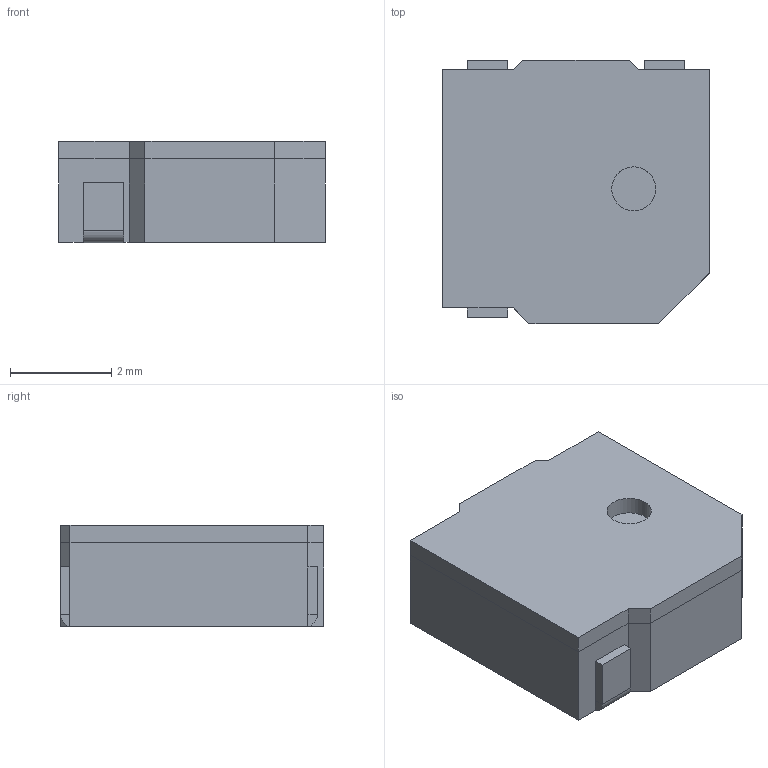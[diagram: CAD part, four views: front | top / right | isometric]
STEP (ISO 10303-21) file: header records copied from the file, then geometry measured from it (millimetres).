
FILE_DESCRIPTION(/* description */ (''),/* implementation_level */ '2;1');
FILE_NAME(/* name */ 'BUZ-SMD_3P-L5.2-W5.2-P3.50-BR.step',/* time_stamp */ '2025-12-23T22:07:48+08:00',/* author */ (''),/* organization */ (''),/* preprocessor_version */ 'ST-DEVELOPER v20.1',/* originating_system */ 'Autodesk Translation Framework v14.21.0.0',/* authorisation */ '');
FILE_SCHEMA (('AUTOMOTIVE_DESIGN { 1 0 10303 214 3 1 1 }'));
Length unit declared in the file: millimetre
Products named in the file (1): P7H0-BUZZER1-BUZ-SMD_3P-L5.2-W5.2-P3.50-BR
Bounding box: 5.27 x 5.2 x 2.01 mm (x, y, z)
Volume: 51.8 mm3; surface area: 95.9 mm2
Topology: 1 solids, 1 shells, 63 faces, 151 edges, 93 vertices
Faces by surface type: plane 57, cylinder 6
Full cylindrical faces by diameter (mm): 0.6 x2, 0.87 x1
Entity records: 1897 total; most frequent: CARTESIAN_POINT 308, ORIENTED_EDGE 302, DIRECTION 291, EDGE_CURVE 151, LINE 139, VECTOR 139, VERTEX_POINT 93, AXIS2_PLACEMENT_3D 76
